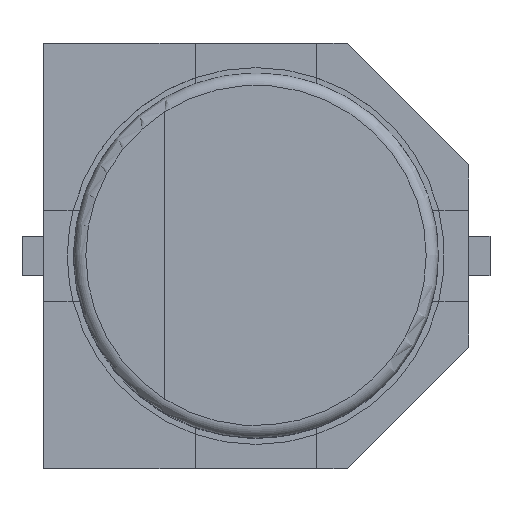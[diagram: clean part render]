
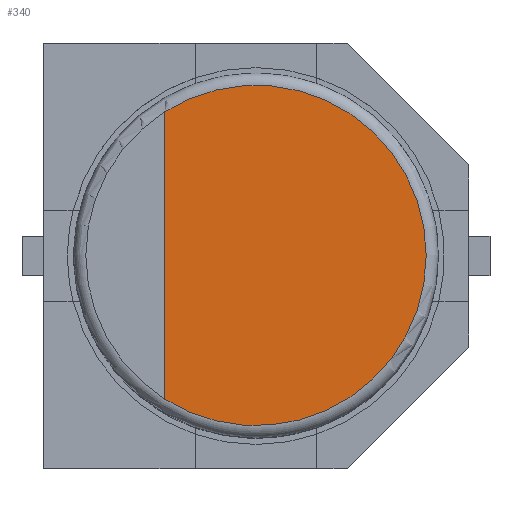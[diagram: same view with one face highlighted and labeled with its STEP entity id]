
A CAD part, top view. The second image highlights one B-rep face of the part: STEP entity #340.
In plain terms, the highlighted face is planar.
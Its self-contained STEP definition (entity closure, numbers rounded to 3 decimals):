
#98 = PLANE('',#99);
#99 = AXIS2_PLACEMENT_3D('',#100,#101,#102);
#100 = CARTESIAN_POINT('',(-1.5,6.,-2.364));
#101 = DIRECTION('',(1.,-0.,0.));
#102 = DIRECTION('',(0.,0.,1.));
#114 = VERTEX_POINT('',#115);
#115 = CARTESIAN_POINT('',(-1.5,6.,-2.364));
#116 = VERTEX_POINT('',#117);
#117 = CARTESIAN_POINT('',(-1.5,6.,2.364));
#132 = TOROIDAL_SURFACE('',#133,2.8,0.2);
#133 = AXIS2_PLACEMENT_3D('',#134,#135,#136);
#134 = CARTESIAN_POINT('',(0.,5.8,0.)
  );
#135 = DIRECTION('',(0.,1.,0.));
#136 = DIRECTION('',(1.,0.,0.));
#193 = EDGE_CURVE('',#114,#116,#194,.T.);
#194 = SURFACE_CURVE('',#195,(#199,#206),.PCURVE_S1.);
#195 = LINE('',#196,#197);
#196 = CARTESIAN_POINT('',(-1.5,6.,-2.364));
#197 = VECTOR('',#198,1.);
#198 = DIRECTION('',(0.,0.,1.));
#199 = PCURVE('',#98,#200);
#200 = DEFINITIONAL_REPRESENTATION('',(#201),#205);
#201 = LINE('',#202,#203);
#202 = CARTESIAN_POINT('',(0.,0.));
#203 = VECTOR('',#204,1.);
#204 = DIRECTION('',(1.,0.));
#205 = ( GEOMETRIC_REPRESENTATION_CONTEXT(2) 
PARAMETRIC_REPRESENTATION_CONTEXT() REPRESENTATION_CONTEXT('2D SPACE',''
  ) );
#206 = PCURVE('',#207,#212);
#207 = PLANE('',#208);
#208 = AXIS2_PLACEMENT_3D('',#209,#210,#211);
#209 = CARTESIAN_POINT('',(0.,6.,0.));
#210 = DIRECTION('',(0.,-1.,0.));
#211 = DIRECTION('',(1.,0.,0.));
#212 = DEFINITIONAL_REPRESENTATION('',(#213),#217);
#213 = LINE('',#214,#215);
#214 = CARTESIAN_POINT('',(-1.5,-2.364));
#215 = VECTOR('',#216,1.);
#216 = DIRECTION('',(0.,1.));
#217 = ( GEOMETRIC_REPRESENTATION_CONTEXT(2) 
PARAMETRIC_REPRESENTATION_CONTEXT() REPRESENTATION_CONTEXT('2D SPACE',''
  ) );
#225 = VERTEX_POINT('',#226);
#226 = CARTESIAN_POINT('',(2.8,6.,0.));
#246 = EDGE_CURVE('',#225,#116,#247,.T.);
#247 = SURFACE_CURVE('',#248,(#253,#260),.PCURVE_S1.);
#248 = CIRCLE('',#249,2.8);
#249 = AXIS2_PLACEMENT_3D('',#250,#251,#252);
#250 = CARTESIAN_POINT('',(0.,6.,0.));
#251 = DIRECTION('',(0.,-1.,0.));
#252 = DIRECTION('',(1.,0.,0.));
#253 = PCURVE('',#132,#254);
#254 = DEFINITIONAL_REPRESENTATION('',(#255),#259);
#255 = LINE('',#256,#257);
#256 = CARTESIAN_POINT('',(6.283,1.571));
#257 = VECTOR('',#258,1.);
#258 = DIRECTION('',(-1.,0.));
#259 = ( GEOMETRIC_REPRESENTATION_CONTEXT(2) 
PARAMETRIC_REPRESENTATION_CONTEXT() REPRESENTATION_CONTEXT('2D SPACE',''
  ) );
#260 = PCURVE('',#207,#261);
#261 = DEFINITIONAL_REPRESENTATION('',(#262),#266);
#262 = CIRCLE('',#263,2.8);
#263 = AXIS2_PLACEMENT_2D('',#264,#265);
#264 = CARTESIAN_POINT('',(0.,0.));
#265 = DIRECTION('',(1.,0.));
#266 = ( GEOMETRIC_REPRESENTATION_CONTEXT(2) 
PARAMETRIC_REPRESENTATION_CONTEXT() REPRESENTATION_CONTEXT('2D SPACE',''
  ) );
#269 = EDGE_CURVE('',#114,#225,#270,.T.);
#270 = SURFACE_CURVE('',#271,(#276,#283),.PCURVE_S1.);
#271 = CIRCLE('',#272,2.8);
#272 = AXIS2_PLACEMENT_3D('',#273,#274,#275);
#273 = CARTESIAN_POINT('',(0.,6.,0.));
#274 = DIRECTION('',(0.,-1.,0.));
#275 = DIRECTION('',(1.,0.,0.));
#276 = PCURVE('',#132,#277);
#277 = DEFINITIONAL_REPRESENTATION('',(#278),#282);
#278 = LINE('',#279,#280);
#279 = CARTESIAN_POINT('',(6.283,1.571));
#280 = VECTOR('',#281,1.);
#281 = DIRECTION('',(-1.,0.));
#282 = ( GEOMETRIC_REPRESENTATION_CONTEXT(2) 
PARAMETRIC_REPRESENTATION_CONTEXT() REPRESENTATION_CONTEXT('2D SPACE',''
  ) );
#283 = PCURVE('',#207,#284);
#284 = DEFINITIONAL_REPRESENTATION('',(#285),#289);
#285 = CIRCLE('',#286,2.8);
#286 = AXIS2_PLACEMENT_2D('',#287,#288);
#287 = CARTESIAN_POINT('',(0.,0.));
#288 = DIRECTION('',(1.,0.));
#289 = ( GEOMETRIC_REPRESENTATION_CONTEXT(2) 
PARAMETRIC_REPRESENTATION_CONTEXT() REPRESENTATION_CONTEXT('2D SPACE',''
  ) );
#340 = ADVANCED_FACE('',(#341),#207,.F.);
#341 = FACE_BOUND('',#342,.T.);
#342 = EDGE_LOOP('',(#343,#344,#345));
#343 = ORIENTED_EDGE('',*,*,#246,.F.);
#344 = ORIENTED_EDGE('',*,*,#269,.F.);
#345 = ORIENTED_EDGE('',*,*,#193,.T.);
